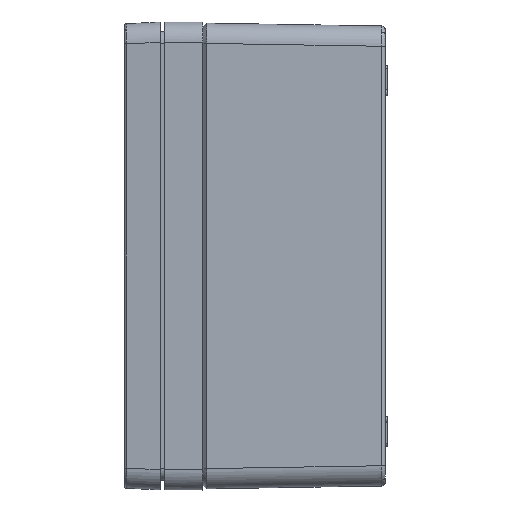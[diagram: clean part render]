
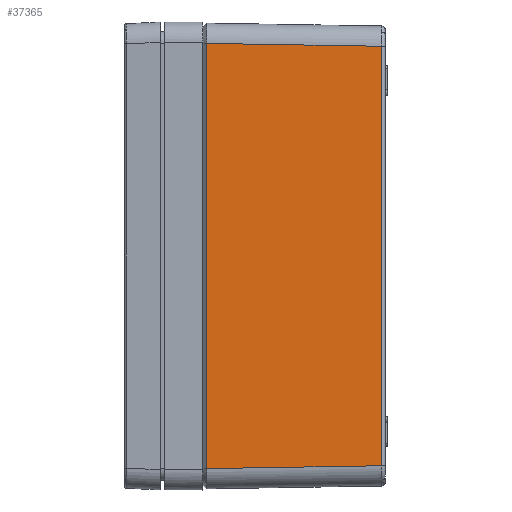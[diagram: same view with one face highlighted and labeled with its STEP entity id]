
A CAD part, left-side view. The second image highlights one B-rep face of the part: STEP entity #37365.
In plain terms, the highlighted planar face has unit normal (-1, -0.016, 0).
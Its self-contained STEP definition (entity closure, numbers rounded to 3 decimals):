
#2447 = LINE ( 'NONE', #58019, #49015 ) ;
#3377 = ORIENTED_EDGE ( 'NONE', *, *, #35049, .T. ) ;
#3765 = VERTEX_POINT ( 'NONE', #12672 ) ;
#7690 = LINE ( 'NONE', #34829, #32457 ) ;
#11604 = DIRECTION ( 'NONE',  ( 0., 0., -1. ) ) ;
#12672 = CARTESIAN_POINT ( 'NONE',  ( -163.531, -90.033, 103.532 ) ) ;
#13154 = EDGE_LOOP ( 'NONE', ( #42101, #50403, #56019, #3377 ) ) ;
#16881 = VECTOR ( 'NONE', #27447, 1000. ) ;
#18975 = DIRECTION ( 'NONE',  ( 0., 0., 1. ) ) ;
#22317 = DIRECTION ( 'NONE',  ( -1., -0.016, 0. ) ) ;
#22783 = CARTESIAN_POINT ( 'NONE',  ( -164.941, -3.589, 104.943 ) ) ;
#25341 = LINE ( 'NONE', #50271, #48607 ) ;
#27447 = DIRECTION ( 'NONE',  ( -0.016, 1., 0.016 ) ) ;
#28413 = VERTEX_POINT ( 'NONE', #31112 ) ;
#31112 = CARTESIAN_POINT ( 'NONE',  ( -163.531, -90.033, -103.532 ) ) ;
#31432 = PLANE ( 'NONE',  #46028 ) ;
#32457 = VECTOR ( 'NONE', #11604, 1000. ) ;
#32992 = EDGE_CURVE ( 'NONE', #28413, #3765, #25341, .T. ) ;
#33010 = CARTESIAN_POINT ( 'NONE',  ( -164.938, -3.8, -104.939 ) ) ;
#34829 = CARTESIAN_POINT ( 'NONE',  ( -164.938, -3.8, -104.969 ) ) ;
#35049 = EDGE_CURVE ( 'NONE', #35297, #55922, #7690, .T. ) ;
#35297 = VERTEX_POINT ( 'NONE', #38050 ) ;
#37365 = ADVANCED_FACE ( 'NONE', ( #46442 ), #31432, .T. ) ;
#38050 = CARTESIAN_POINT ( 'NONE',  ( -164.938, -3.8, 104.939 ) ) ;
#41665 = LINE ( 'NONE', #22783, #16881 ) ;
#42101 = ORIENTED_EDGE ( 'NONE', *, *, #48472, .T. ) ;
#44945 = EDGE_CURVE ( 'NONE', #3765, #35297, #41665, .T. ) ;
#46028 = AXIS2_PLACEMENT_3D ( 'NONE', #50160, #22317, #54790 ) ;
#46442 = FACE_OUTER_BOUND ( 'NONE', #13154, .T. ) ;
#48472 = EDGE_CURVE ( 'NONE', #55922, #28413, #2447, .T. ) ;
#48607 = VECTOR ( 'NONE', #18975, 1000. ) ;
#49015 = VECTOR ( 'NONE', #53425, 1000. ) ;
#50160 = CARTESIAN_POINT ( 'NONE',  ( -165., 0., -115. ) ) ;
#50271 = CARTESIAN_POINT ( 'NONE',  ( -163.531, -90.033, 103.5 ) ) ;
#50403 = ORIENTED_EDGE ( 'NONE', *, *, #32992, .T. ) ;
#53425 = DIRECTION ( 'NONE',  ( 0.016, -1., 0.016 ) ) ;
#54790 = DIRECTION ( 'NONE',  ( 0.016, -1., 0. ) ) ;
#55922 = VERTEX_POINT ( 'NONE', #33010 ) ;
#56019 = ORIENTED_EDGE ( 'NONE', *, *, #44945, .T. ) ;
#58019 = CARTESIAN_POINT ( 'NONE',  ( -165.003, 0.163, -105.004 ) ) ;
